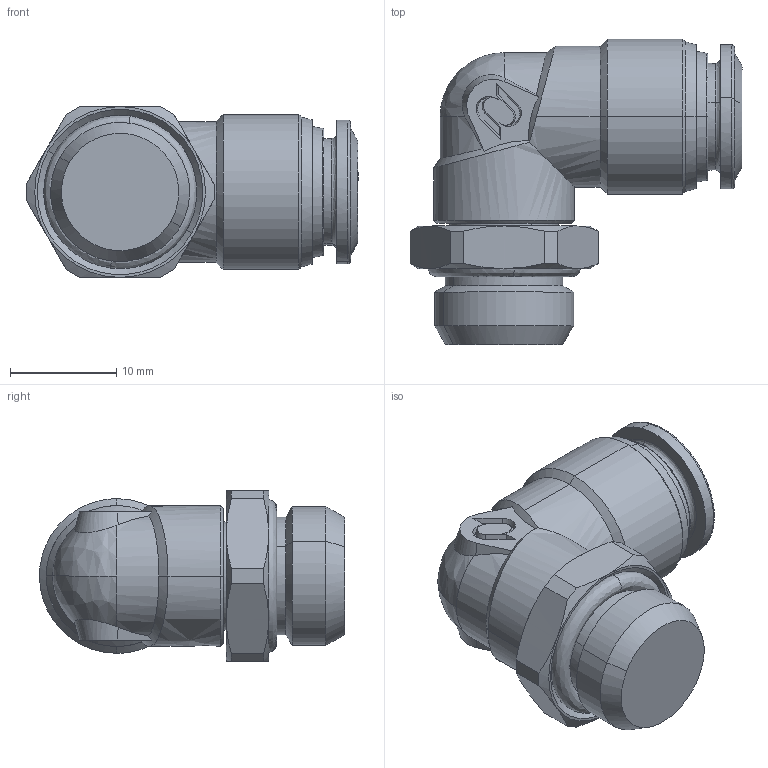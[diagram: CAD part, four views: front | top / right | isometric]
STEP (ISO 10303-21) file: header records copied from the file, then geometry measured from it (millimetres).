
FILE_DESCRIPTION (( 'STEP AP214' ), '1' );
FILE_NAME ('PL08-G02_ME.STEP', '2018-09-06T12:51:05', ( '' ), ( '' ), 'SwSTEP 2.0', 'SolidWorks 2018', '' );
FILE_SCHEMA (( 'AUTOMOTIVE_DESIGN' ));
Length unit declared in the file: millimetre
Products named in the file (1): PL08-G02_ME
Bounding box: 31.21 x 28.68 x 16.05 mm (x, y, z)
Volume: 6113.8 mm3; surface area: 2633.5 mm2
Topology: 1 solids, 1 shells, 120 faces, 305 edges, 197 vertices
Faces by surface type: bspline 120
Entity records: 6543 total; most frequent: CARTESIAN_POINT 4024, ORIENTED_EDGE 606, EDGE_CURVE 303, B_SPLINE_CURVE_WITH_KNOTS 242, VERTEX_POINT 197, EDGE_LOOP 132, FACE_OUTER_BOUND 120, ADVANCED_FACE 120
